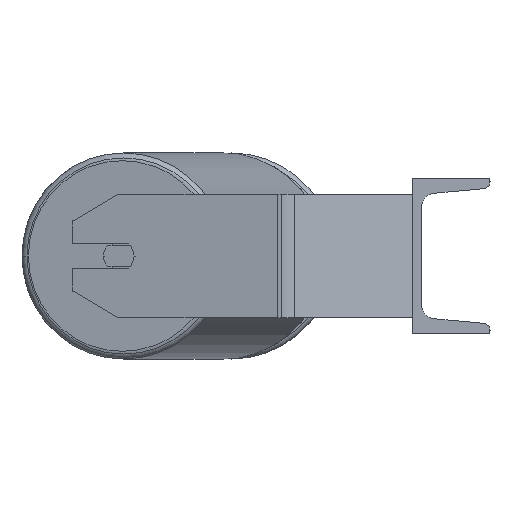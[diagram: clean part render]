
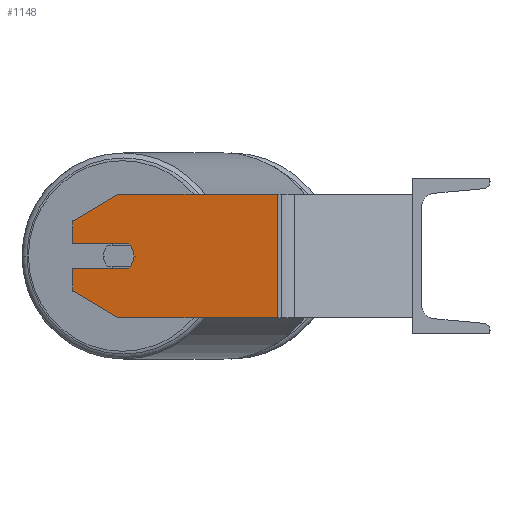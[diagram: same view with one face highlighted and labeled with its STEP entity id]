
A CAD part, left-side view. The second image highlights one B-rep face of the part: STEP entity #1148.
In plain terms, the highlighted planar face has unit normal (-0.985, 0.174, 0).
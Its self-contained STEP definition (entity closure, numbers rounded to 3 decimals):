
#57 = AXIS2_PLACEMENT_3D ( 'NONE', #5743, #2207, #2809 ) ;
#102 = EDGE_CURVE ( 'NONE', #4391, #5990, #8896, .T. ) ;
#104 = AXIS2_PLACEMENT_3D ( 'NONE', #9090, #7613, #4130 ) ;
#327 = VERTEX_POINT ( 'NONE', #4484 ) ;
#641 = VERTEX_POINT ( 'NONE', #2794 ) ;
#730 = LINE ( 'NONE', #1374, #7507 ) ;
#836 = ORIENTED_EDGE ( 'NONE', *, *, #102, .F. ) ;
#1093 = DIRECTION ( 'NONE',  ( 0.15, 0.853, -0.5 ) ) ;
#1148 = ADVANCED_FACE ( 'NONE', ( #3996 ), #3377, .F. ) ;
#1277 = ORIENTED_EDGE ( 'NONE', *, *, #4999, .F. ) ;
#1313 = LINE ( 'NONE', #2144, #8314 ) ;
#1350 = EDGE_CURVE ( 'NONE', #327, #4965, #8553, .T. ) ;
#1369 = VERTEX_POINT ( 'NONE', #7850 ) ;
#1374 = CARTESIAN_POINT ( 'NONE',  ( -631.042, 87.234, 40. ) ) ;
#1497 = VERTEX_POINT ( 'NONE', #4515 ) ;
#1516 = CARTESIAN_POINT ( 'NONE',  ( -614.038, 183.669, -8. ) ) ;
#1524 = CARTESIAN_POINT ( 'NONE',  ( -631.042, 87.234, -40. ) ) ;
#1850 = VECTOR ( 'NONE', #3531, 1000. ) ;
#2078 = ORIENTED_EDGE ( 'NONE', *, *, #1350, .T. ) ;
#2099 = CARTESIAN_POINT ( 'NONE',  ( -607.787, 219.122, 40. ) ) ;
#2128 = LINE ( 'NONE', #5759, #5401 ) ;
#2144 = CARTESIAN_POINT ( 'NONE',  ( -612.996, 189.577, -40. ) ) ;
#2164 = AXIS2_PLACEMENT_3D ( 'NONE', #6805, #8259, #7454 ) ;
#2207 = DIRECTION ( 'NONE',  ( -0.985, 0.174, 0. ) ) ;
#2315 = CARTESIAN_POINT ( 'NONE',  ( -614.038, 183.669, 8. ) ) ;
#2317 = DIRECTION ( 'NONE',  ( -0.174, -0.985, 0. ) ) ;
#2607 = VERTEX_POINT ( 'NONE', #6143 ) ;
#2721 = ORIENTED_EDGE ( 'NONE', *, *, #9071, .F. ) ;
#2791 = EDGE_CURVE ( 'NONE', #4965, #2607, #1313, .T. ) ;
#2794 = CARTESIAN_POINT ( 'NONE',  ( -631.042, 87.234, 40. ) ) ;
#2797 = ORIENTED_EDGE ( 'NONE', *, *, #8701, .T. ) ;
#2809 = DIRECTION ( 'NONE',  ( -0.174, -0.985, 0. ) ) ;
#3018 = LINE ( 'NONE', #8635, #7990 ) ;
#3146 = VECTOR ( 'NONE', #7305, 1000. ) ;
#3203 = CIRCLE ( 'NONE', #104, 10. ) ;
#3243 = LINE ( 'NONE', #6844, #6008 ) ;
#3278 = VECTOR ( 'NONE', #5602, 1000. ) ;
#3336 = CARTESIAN_POINT ( 'NONE',  ( -612.996, 189.577, 40. ) ) ;
#3377 = PLANE ( 'NONE',  #2164 ) ;
#3502 = LINE ( 'NONE', #2099, #3278 ) ;
#3531 = DIRECTION ( 'NONE',  ( 0., 0., -1. ) ) ;
#3799 = CARTESIAN_POINT ( 'NONE',  ( -607.787, 219.122, -22.679 ) ) ;
#3996 = FACE_OUTER_BOUND ( 'NONE', #7752, .T. ) ;
#4130 = DIRECTION ( 'NONE',  ( -0.174, -0.985, 0. ) ) ;
#4391 = VERTEX_POINT ( 'NONE', #8610 ) ;
#4484 = CARTESIAN_POINT ( 'NONE',  ( -607.787, 219.122, -8. ) ) ;
#4515 = CARTESIAN_POINT ( 'NONE',  ( -607.787, 219.122, 8. ) ) ;
#4591 = CARTESIAN_POINT ( 'NONE',  ( -607.787, 219.122, -40. ) ) ;
#4754 = VERTEX_POINT ( 'NONE', #1516 ) ;
#4840 = VERTEX_POINT ( 'NONE', #3336 ) ;
#4965 = VERTEX_POINT ( 'NONE', #3799 ) ;
#4970 = EDGE_CURVE ( 'NONE', #2607, #8109, #8017, .T. ) ;
#4999 = EDGE_CURVE ( 'NONE', #5990, #1497, #2128, .T. ) ;
#5012 = ORIENTED_EDGE ( 'NONE', *, *, #4970, .T. ) ;
#5185 = LINE ( 'NONE', #7977, #3146 ) ;
#5401 = VECTOR ( 'NONE', #7303, 1000. ) ;
#5602 = DIRECTION ( 'NONE',  ( 0., 0., -1. ) ) ;
#5743 = CARTESIAN_POINT ( 'NONE',  ( -612.996, 189.577, 0. ) ) ;
#5759 = CARTESIAN_POINT ( 'NONE',  ( -607.787, 219.122, 8. ) ) ;
#5990 = VERTEX_POINT ( 'NONE', #2315 ) ;
#6008 = VECTOR ( 'NONE', #1093, 1000. ) ;
#6046 = EDGE_CURVE ( 'NONE', #4840, #1369, #3243, .T. ) ;
#6143 = CARTESIAN_POINT ( 'NONE',  ( -612.996, 189.577, -40. ) ) ;
#6159 = ORIENTED_EDGE ( 'NONE', *, *, #8479, .F. ) ;
#6325 = ORIENTED_EDGE ( 'NONE', *, *, #8237, .F. ) ;
#6601 = ORIENTED_EDGE ( 'NONE', *, *, #6046, .T. ) ;
#6604 = ORIENTED_EDGE ( 'NONE', *, *, #2791, .T. ) ;
#6805 = CARTESIAN_POINT ( 'NONE',  ( -607.787, 219.122, 40. ) ) ;
#6844 = CARTESIAN_POINT ( 'NONE',  ( -607.787, 219.122, 22.679 ) ) ;
#6916 = ORIENTED_EDGE ( 'NONE', *, *, #8867, .F. ) ;
#7011 = DIRECTION ( 'NONE',  ( -0.15, -0.853, -0.5 ) ) ;
#7303 = DIRECTION ( 'NONE',  ( 0.174, 0.985, 0. ) ) ;
#7305 = DIRECTION ( 'NONE',  ( -0.174, -0.985, 0. ) ) ;
#7352 = DIRECTION ( 'NONE',  ( -0.174, -0.985, 0. ) ) ;
#7454 = DIRECTION ( 'NONE',  ( 0.174, 0.985, 0. ) ) ;
#7507 = VECTOR ( 'NONE', #8575, 1000. ) ;
#7613 = DIRECTION ( 'NONE',  ( -0.985, 0.174, 0. ) ) ;
#7752 = EDGE_LOOP ( 'NONE', ( #2078, #6604, #5012, #2721, #6916, #6601, #2797, #1277, #836, #6325, #6159 ) ) ;
#7850 = CARTESIAN_POINT ( 'NONE',  ( -607.787, 219.122, 22.679 ) ) ;
#7977 = CARTESIAN_POINT ( 'NONE',  ( -614.038, 183.669, -8. ) ) ;
#7990 = VECTOR ( 'NONE', #2317, 1000. ) ;
#8017 = LINE ( 'NONE', #4591, #8155 ) ;
#8109 = VERTEX_POINT ( 'NONE', #1524 ) ;
#8155 = VECTOR ( 'NONE', #7352, 1000. ) ;
#8237 = EDGE_CURVE ( 'NONE', #4754, #4391, #3203, .T. ) ;
#8259 = DIRECTION ( 'NONE',  ( 0.985, -0.174, 0. ) ) ;
#8314 = VECTOR ( 'NONE', #7011, 1000. ) ;
#8369 = CARTESIAN_POINT ( 'NONE',  ( -607.787, 219.122, 40. ) ) ;
#8479 = EDGE_CURVE ( 'NONE', #327, #4754, #5185, .T. ) ;
#8553 = LINE ( 'NONE', #8369, #1850 ) ;
#8575 = DIRECTION ( 'NONE',  ( 0., 0., -1. ) ) ;
#8610 = CARTESIAN_POINT ( 'NONE',  ( -614.733, 179.729, 0. ) ) ;
#8635 = CARTESIAN_POINT ( 'NONE',  ( -607.787, 219.122, 40. ) ) ;
#8701 = EDGE_CURVE ( 'NONE', #1369, #1497, #3502, .T. ) ;
#8867 = EDGE_CURVE ( 'NONE', #4840, #641, #3018, .T. ) ;
#8896 = CIRCLE ( 'NONE', #57, 10. ) ;
#9071 = EDGE_CURVE ( 'NONE', #641, #8109, #730, .T. ) ;
#9090 = CARTESIAN_POINT ( 'NONE',  ( -612.996, 189.577, 0. ) ) ;
